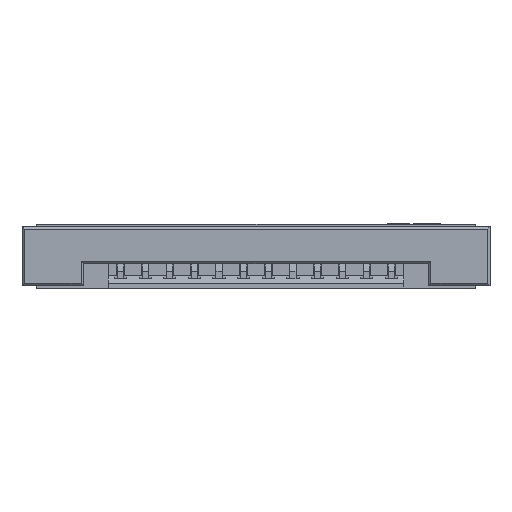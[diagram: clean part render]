
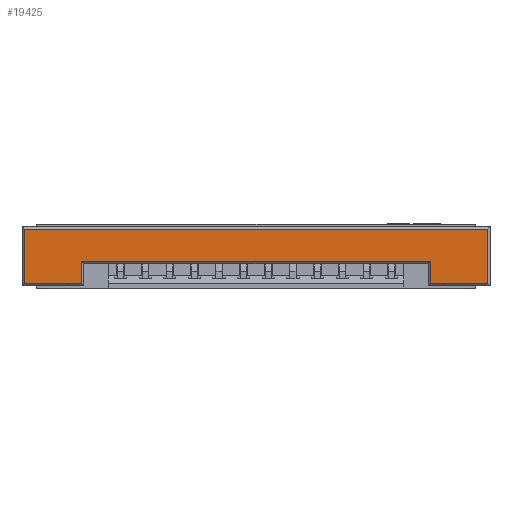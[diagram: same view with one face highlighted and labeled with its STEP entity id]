
A CAD part, front view. The second image highlights one B-rep face of the part: STEP entity #19425.
In plain terms, the highlighted planar face has unit normal (0, -1, 0).
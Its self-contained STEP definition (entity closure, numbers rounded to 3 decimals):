
#287 = VECTOR ( 'NONE', #4969, 1000. ) ;
#433 = ORIENTED_EDGE ( 'NONE', *, *, #7326, .T. ) ;
#1048 = CARTESIAN_POINT ( 'NONE',  ( -7.1, -3.435, 1. ) ) ;
#1514 = EDGE_LOOP ( 'NONE', ( #34092, #44667, #16413, #433, #33813, #30898, #24082, #28615 ) ) ;
#1883 = LINE ( 'NONE', #20805, #3354 ) ;
#1888 = FACE_OUTER_BOUND ( 'NONE', #1514, .T. ) ;
#3305 = VERTEX_POINT ( 'NONE', #12332 ) ;
#3354 = VECTOR ( 'NONE', #39457, 1000. ) ;
#3664 = VECTOR ( 'NONE', #12780, 1000. ) ;
#4969 = DIRECTION ( 'NONE',  ( 0., 0., 1. ) ) ;
#6262 = VERTEX_POINT ( 'NONE', #27024 ) ;
#7326 = EDGE_CURVE ( 'NONE', #13270, #16201, #39449, .T. ) ;
#7903 = CARTESIAN_POINT ( 'NONE',  ( -9.5, -3.435, 0.2 ) ) ;
#9587 = DIRECTION ( 'NONE',  ( 0., 0., 1. ) ) ;
#10244 = EDGE_CURVE ( 'NONE', #6262, #12030, #39664, .T. ) ;
#10706 = EDGE_CURVE ( 'NONE', #3305, #24928, #24146, .T. ) ;
#12030 = VERTEX_POINT ( 'NONE', #28427 ) ;
#12332 = CARTESIAN_POINT ( 'NONE',  ( -7.1, -3.435, 1.1 ) ) ;
#12595 = EDGE_CURVE ( 'NONE', #23365, #33209, #42026, .T. ) ;
#12780 = DIRECTION ( 'NONE',  ( -1., 0., 0. ) ) ;
#13270 = VERTEX_POINT ( 'NONE', #39324 ) ;
#13468 = EDGE_CURVE ( 'NONE', #16201, #6262, #47744, .T. ) ;
#14565 = VECTOR ( 'NONE', #25095, 1000. ) ;
#15146 = CARTESIAN_POINT ( 'NONE',  ( -9.4, -3.435, 0.1 ) ) ;
#16201 = VERTEX_POINT ( 'NONE', #22053 ) ;
#16413 = ORIENTED_EDGE ( 'NONE', *, *, #27400, .T. ) ;
#17506 = CARTESIAN_POINT ( 'NONE',  ( -9.5, -3.435, 0.2 ) ) ;
#19425 = ADVANCED_FACE ( 'NONE', ( #1888 ), #39699, .T. ) ;
#19690 = LINE ( 'NONE', #1048, #287 ) ;
#20805 = CARTESIAN_POINT ( 'NONE',  ( 7.1, -3.435, 0.1 ) ) ;
#22053 = CARTESIAN_POINT ( 'NONE',  ( 9.4, -3.435, 0.2 ) ) ;
#22517 = VECTOR ( 'NONE', #45734, 1000. ) ;
#23365 = VERTEX_POINT ( 'NONE', #31696 ) ;
#23840 = EDGE_CURVE ( 'NONE', #12030, #23365, #42045, .T. ) ;
#24082 = ORIENTED_EDGE ( 'NONE', *, *, #23840, .T. ) ;
#24146 = LINE ( 'NONE', #27601, #40287 ) ;
#24869 = EDGE_CURVE ( 'NONE', #33209, #3305, #19690, .T. ) ;
#24928 = VERTEX_POINT ( 'NONE', #27390 ) ;
#25095 = DIRECTION ( 'NONE',  ( 0., 0., 1. ) ) ;
#25314 = CARTESIAN_POINT ( 'NONE',  ( -7.1, -3.435, 0.2 ) ) ;
#27021 = VECTOR ( 'NONE', #36171, 1000. ) ;
#27024 = CARTESIAN_POINT ( 'NONE',  ( 9.4, -3.435, 2.4 ) ) ;
#27390 = CARTESIAN_POINT ( 'NONE',  ( 7.1, -3.435, 1.1 ) ) ;
#27400 = EDGE_CURVE ( 'NONE', #24928, #13270, #1883, .T. ) ;
#27601 = CARTESIAN_POINT ( 'NONE',  ( -9.5, -3.435, 1.1 ) ) ;
#28427 = CARTESIAN_POINT ( 'NONE',  ( -9.4, -3.435, 2.4 ) ) ;
#28615 = ORIENTED_EDGE ( 'NONE', *, *, #12595, .T. ) ;
#28817 = CARTESIAN_POINT ( 'NONE',  ( 9.4, -3.435, 0. ) ) ;
#29322 = AXIS2_PLACEMENT_3D ( 'NONE', #31747, #31248, #9587 ) ;
#30898 = ORIENTED_EDGE ( 'NONE', *, *, #10244, .T. ) ;
#31248 = DIRECTION ( 'NONE',  ( 0., -1., 0. ) ) ;
#31696 = CARTESIAN_POINT ( 'NONE',  ( -9.4, -3.435, 0.2 ) ) ;
#31747 = CARTESIAN_POINT ( 'NONE',  ( -9.5, -3.435, 0. ) ) ;
#33209 = VERTEX_POINT ( 'NONE', #25314 ) ;
#33813 = ORIENTED_EDGE ( 'NONE', *, *, #13468, .T. ) ;
#34092 = ORIENTED_EDGE ( 'NONE', *, *, #24869, .T. ) ;
#36171 = DIRECTION ( 'NONE',  ( 1., 0., 0. ) ) ;
#38286 = DIRECTION ( 'NONE',  ( 1., 0., 0. ) ) ;
#39324 = CARTESIAN_POINT ( 'NONE',  ( 7.1, -3.435, 0.2 ) ) ;
#39449 = LINE ( 'NONE', #17506, #27021 ) ;
#39457 = DIRECTION ( 'NONE',  ( 0., 0., -1. ) ) ;
#39664 = LINE ( 'NONE', #39909, #3664 ) ;
#39699 = PLANE ( 'NONE',  #29322 ) ;
#39909 = CARTESIAN_POINT ( 'NONE',  ( -9.5, -3.435, 2.4 ) ) ;
#40024 = VECTOR ( 'NONE', #38286, 1000. ) ;
#40287 = VECTOR ( 'NONE', #42794, 1000. ) ;
#42026 = LINE ( 'NONE', #7903, #40024 ) ;
#42045 = LINE ( 'NONE', #15146, #22517 ) ;
#42794 = DIRECTION ( 'NONE',  ( 1., 0., 0. ) ) ;
#44667 = ORIENTED_EDGE ( 'NONE', *, *, #10706, .T. ) ;
#45734 = DIRECTION ( 'NONE',  ( 0., 0., -1. ) ) ;
#47744 = LINE ( 'NONE', #28817, #14565 ) ;
